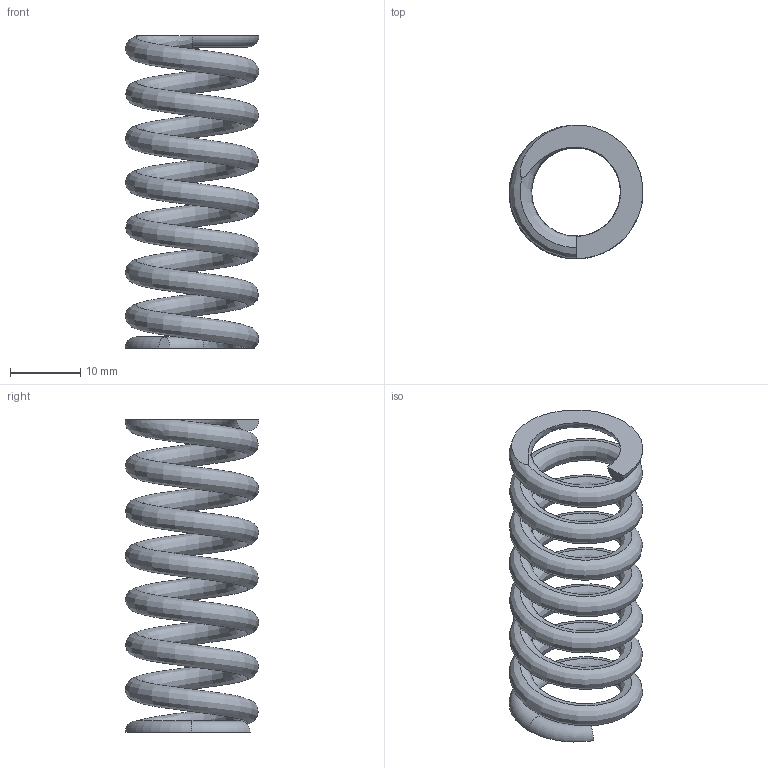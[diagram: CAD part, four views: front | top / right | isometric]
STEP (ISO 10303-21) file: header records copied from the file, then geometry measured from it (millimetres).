
FILE_DESCRIPTION (( 'STEP AP203' ), '1' );
FILE_NAME ('9657K96_Compression Spring.STEP', '2024-08-21T13:59:41', ( 'Administrator' ), ( 'Managed by Terraform' ), 'SwSTEP 2.0', 'SolidWorks 2017', '' );
FILE_SCHEMA (( 'CONFIG_CONTROL_DESIGN' ));
Length unit declared in the file: inch
Products named in the file (1): 9657K96_Compression Spring
Bounding box: 19.04 x 19.04 x 44.45 mm (x, y, z)
Volume: 2902.5 mm3; surface area: 3859.6 mm2
Topology: 1 solids, 1 shells, 9 faces, 21 edges, 14 vertices
Faces by surface type: plane 4, torus 3, bspline 2
Entity records: 2881 total; most frequent: CARTESIAN_POINT 2599, DIRECTION 44, ORIENTED_EDGE 42, AXIS2_PLACEMENT_3D 21, EDGE_CURVE 21, VERTEX_POINT 14, CIRCLE 13, FACE_OUTER_BOUND 9
